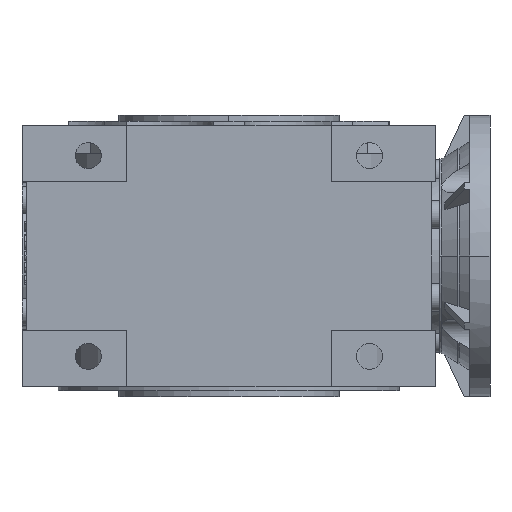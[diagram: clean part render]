
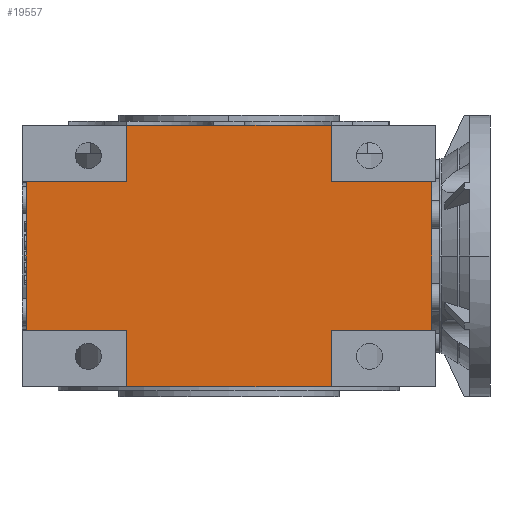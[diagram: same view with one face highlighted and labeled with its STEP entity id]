
A CAD part, front view. The second image highlights one B-rep face of the part: STEP entity #19557.
In plain terms, the highlighted planar face has unit normal (0, -1, 0).
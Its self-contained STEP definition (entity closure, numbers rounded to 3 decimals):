
#195 = LINE ( 'NONE', #253, #252 ) ;
#224 = DIRECTION ( 'NONE',  ( 0., 0., 1. ) ) ;
#225 = VECTOR ( 'NONE', #224, 1000. ) ;
#226 = CARTESIAN_POINT ( 'NONE',  ( 51., -101., 81.519 ) ) ;
#232 = LINE ( 'NONE', #226, #225 ) ;
#252 = VECTOR ( 'NONE', #305, 1000. ) ;
#253 = CARTESIAN_POINT ( 'NONE',  ( 101., -101., -37. ) ) ;
#305 = DIRECTION ( 'NONE',  ( 0., 0., 1. ) ) ;
#392 = CARTESIAN_POINT ( 'NONE',  ( 51., -101., 65. ) ) ;
#395 = DIRECTION ( 'NONE',  ( 1., 0., 0. ) ) ;
#396 = VECTOR ( 'NONE', #395, 1000. ) ;
#397 = CARTESIAN_POINT ( 'NONE',  ( -103., -101., 65. ) ) ;
#398 = LINE ( 'NONE', #397, #396 ) ;
#403 = CARTESIAN_POINT ( 'NONE',  ( -51., -101., 65. ) ) ;
#404 = DIRECTION ( 'NONE',  ( 0., 0., -1. ) ) ;
#405 = VECTOR ( 'NONE', #404, 1000. ) ;
#406 = CARTESIAN_POINT ( 'NONE',  ( -51., -101., -37. ) ) ;
#407 = LINE ( 'NONE', #406, #405 ) ;
#429 = DIRECTION ( 'NONE',  ( 0., 0., -1. ) ) ;
#430 = DIRECTION ( 'NONE',  ( 0., -1., 0. ) ) ;
#431 = AXIS2_PLACEMENT_3D ( 'NONE', #433, #430, #429 ) ;
#433 = CARTESIAN_POINT ( 'NONE',  ( -116.623, -101., -37. ) ) ;
#434 = PLANE ( 'NONE',  #431 ) ;
#435 = FACE_OUTER_BOUND ( 'NONE', #19551, .T. ) ;
#11861 = LINE ( 'NONE', #11871, #11870 ) ;
#11869 = DIRECTION ( 'NONE',  ( 1., 0., 0. ) ) ;
#11870 = VECTOR ( 'NONE', #11869, 1000. ) ;
#11871 = CARTESIAN_POINT ( 'NONE',  ( -116.623, -101., -65. ) ) ;
#11888 = DIRECTION ( 'NONE',  ( 1., 0., 0. ) ) ;
#11889 = VECTOR ( 'NONE', #11888, 1000. ) ;
#11890 = CARTESIAN_POINT ( 'NONE',  ( -116.623, -101., -37. ) ) ;
#11891 = LINE ( 'NONE', #11890, #11889 ) ;
#11893 = CARTESIAN_POINT ( 'NONE',  ( 101., -101., -37. ) ) ;
#11945 = CARTESIAN_POINT ( 'NONE',  ( 51., -101., -65. ) ) ;
#11946 = CARTESIAN_POINT ( 'NONE',  ( -51., -101., -65. ) ) ;
#11961 = DIRECTION ( 'NONE',  ( 0., 0., 1. ) ) ;
#11962 = VECTOR ( 'NONE', #11961, 1000. ) ;
#11963 = CARTESIAN_POINT ( 'NONE',  ( 51., -101., -37. ) ) ;
#11967 = LINE ( 'NONE', #11963, #11962 ) ;
#11971 = CARTESIAN_POINT ( 'NONE',  ( 51., -101., -37. ) ) ;
#11972 = CARTESIAN_POINT ( 'NONE',  ( 51., -101., 37. ) ) ;
#11982 = DIRECTION ( 'NONE',  ( 0., 0., -1. ) ) ;
#11983 = VECTOR ( 'NONE', #11982, 1000. ) ;
#11984 = CARTESIAN_POINT ( 'NONE',  ( -51., -101., -37. ) ) ;
#11985 = LINE ( 'NONE', #11984, #11983 ) ;
#11986 = DIRECTION ( 'NONE',  ( 1., 0., 0. ) ) ;
#11987 = VECTOR ( 'NONE', #11986, 1000. ) ;
#11988 = CARTESIAN_POINT ( 'NONE',  ( -116.623, -101., -37. ) ) ;
#11989 = LINE ( 'NONE', #11988, #11987 ) ;
#12058 = CARTESIAN_POINT ( 'NONE',  ( -51., -101., 37. ) ) ;
#12086 = CARTESIAN_POINT ( 'NONE',  ( -51., -101., -37. ) ) ;
#12110 = DIRECTION ( 'NONE',  ( -1., 0., 0. ) ) ;
#12111 = VECTOR ( 'NONE', #12110, 1000. ) ;
#12112 = CARTESIAN_POINT ( 'NONE',  ( -116.623, -101., 37. ) ) ;
#12113 = LINE ( 'NONE', #12112, #12111 ) ;
#12159 = DIRECTION ( 'NONE',  ( -1., 0., 0. ) ) ;
#12160 = VECTOR ( 'NONE', #12159, 1000. ) ;
#12161 = CARTESIAN_POINT ( 'NONE',  ( -116.623, -101., 37. ) ) ;
#12162 = LINE ( 'NONE', #12161, #12160 ) ;
#12186 = CARTESIAN_POINT ( 'NONE',  ( 101., -101., 37. ) ) ;
#18470 = VERTEX_POINT ( 'NONE', #32446 ) ;
#18550 = EDGE_CURVE ( 'NONE', #18555, #18470, #32559, .T. ) ;
#18555 = VERTEX_POINT ( 'NONE', #32568 ) ;
#19344 = EDGE_CURVE ( 'NONE', #24312, #24487, #195, .T. ) ;
#19400 = EDGE_CURVE ( 'NONE', #24425, #19423, #232, .T. ) ;
#19405 = ORIENTED_EDGE ( 'NONE', *, *, #24282, .T. ) ;
#19412 = ORIENTED_EDGE ( 'NONE', *, *, #24509, .T. ) ;
#19413 = ORIENTED_EDGE ( 'NONE', *, *, #19400, .T. ) ;
#19417 = ORIENTED_EDGE ( 'NONE', *, *, #24398, .T. ) ;
#19423 = VERTEX_POINT ( 'NONE', #392 ) ;
#19435 = ORIENTED_EDGE ( 'NONE', *, *, #19344, .T. ) ;
#19438 = ORIENTED_EDGE ( 'NONE', *, *, #19439, .F. ) ;
#19439 = EDGE_CURVE ( 'NONE', #19540, #19423, #398, .T. ) ;
#19501 = ORIENTED_EDGE ( 'NONE', *, *, #24337, .T. ) ;
#19502 = ORIENTED_EDGE ( 'NONE', *, *, #18550, .T. ) ;
#19503 = ORIENTED_EDGE ( 'NONE', *, *, #24416, .T. ) ;
#19504 = ORIENTED_EDGE ( 'NONE', *, *, #24419, .T. ) ;
#19517 = ORIENTED_EDGE ( 'NONE', *, *, #24314, .T. ) ;
#19533 = ORIENTED_EDGE ( 'NONE', *, *, #19539, .T. ) ;
#19539 = EDGE_CURVE ( 'NONE', #19540, #24374, #407, .T. ) ;
#19540 = VERTEX_POINT ( 'NONE', #403 ) ;
#19551 = EDGE_LOOP ( 'NONE', ( #19405, #19417, #19517, #19435, #19412, #19413, #19438, #19533, #19501, #19502, #19503, #19504 ) ) ;
#19557 = ADVANCED_FACE ( 'NONE', ( #435 ), #434, .T. ) ;
#24282 = EDGE_CURVE ( 'NONE', #24353, #24355, #11861, .T. ) ;
#24312 = VERTEX_POINT ( 'NONE', #11893 ) ;
#24314 = EDGE_CURVE ( 'NONE', #24427, #24312, #11891, .T. ) ;
#24337 = EDGE_CURVE ( 'NONE', #24374, #18555, #12113, .T. ) ;
#24353 = VERTEX_POINT ( 'NONE', #11946 ) ;
#24355 = VERTEX_POINT ( 'NONE', #11945 ) ;
#24374 = VERTEX_POINT ( 'NONE', #12058 ) ;
#24398 = EDGE_CURVE ( 'NONE', #24355, #24427, #11967, .T. ) ;
#24408 = VERTEX_POINT ( 'NONE', #12086 ) ;
#24416 = EDGE_CURVE ( 'NONE', #18470, #24408, #11989, .T. ) ;
#24419 = EDGE_CURVE ( 'NONE', #24408, #24353, #11985, .T. ) ;
#24425 = VERTEX_POINT ( 'NONE', #11972 ) ;
#24427 = VERTEX_POINT ( 'NONE', #11971 ) ;
#24487 = VERTEX_POINT ( 'NONE', #12186 ) ;
#24509 = EDGE_CURVE ( 'NONE', #24487, #24425, #12162, .T. ) ;
#32446 = CARTESIAN_POINT ( 'NONE',  ( -101., -101., -37. ) ) ;
#32548 = DIRECTION ( 'NONE',  ( 0., 0., -1. ) ) ;
#32549 = CARTESIAN_POINT ( 'NONE',  ( -101., -101., -37. ) ) ;
#32559 = LINE ( 'NONE', #32549, #32716 ) ;
#32568 = CARTESIAN_POINT ( 'NONE',  ( -101., -101., 37. ) ) ;
#32716 = VECTOR ( 'NONE', #32548, 1000. ) ;
